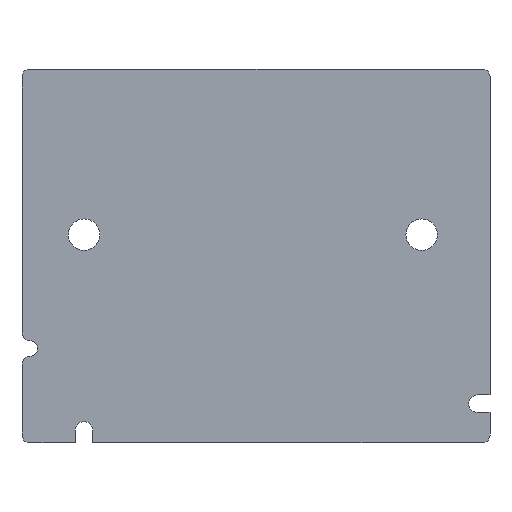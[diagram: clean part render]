
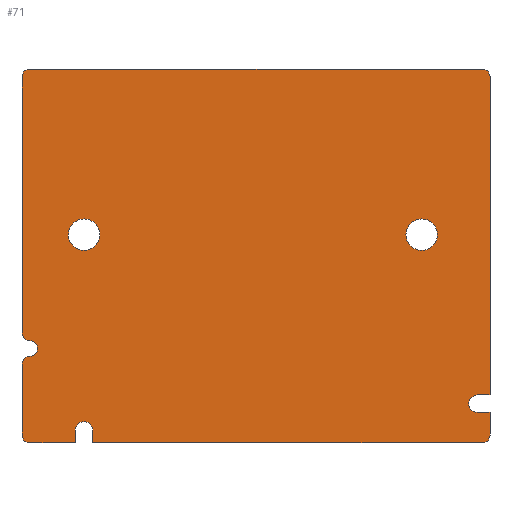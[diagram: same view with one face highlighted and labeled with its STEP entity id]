
A CAD part, left-side view. The second image highlights one B-rep face of the part: STEP entity #71.
In plain terms, the highlighted planar face has unit normal (-1, 0, 0).
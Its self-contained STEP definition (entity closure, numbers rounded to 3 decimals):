
#71=ADVANCED_FACE('',(#110,#111,#112),#97,.F.);
#97=PLANE('',#542);
#110=FACE_BOUND('',#116,.T.);
#111=FACE_BOUND('',#117,.T.);
#112=FACE_BOUND('',#118,.T.);
#116=EDGE_LOOP('',(#172,#173,#174,#175,#176,#177,#178,#179,#180,#181,#182,
#183,#184,#185,#186,#187,#188,#189,#190,#191));
#117=EDGE_LOOP('',(#192,#193));
#118=EDGE_LOOP('',(#194,#195));
#146=CIRCLE('',#529,0.5);
#147=CIRCLE('',#530,0.55);
#148=CIRCLE('',#531,0.5);
#149=CIRCLE('',#532,0.55);
#150=CIRCLE('',#533,0.5);
#151=CIRCLE('',#534,0.5);
#152=CIRCLE('',#535,0.5);
#153=CIRCLE('',#536,0.5);
#154=CIRCLE('',#537,0.5);
#155=CIRCLE('',#538,1.);
#156=CIRCLE('',#539,1.);
#157=CIRCLE('',#540,1.);
#158=CIRCLE('',#541,1.);
#172=ORIENTED_EDGE('',*,*,#364,.F.);
#173=ORIENTED_EDGE('',*,*,#365,.T.);
#174=ORIENTED_EDGE('',*,*,#366,.F.);
#175=ORIENTED_EDGE('',*,*,#367,.T.);
#176=ORIENTED_EDGE('',*,*,#368,.T.);
#177=ORIENTED_EDGE('',*,*,#369,.F.);
#178=ORIENTED_EDGE('',*,*,#370,.F.);
#179=ORIENTED_EDGE('',*,*,#371,.T.);
#180=ORIENTED_EDGE('',*,*,#372,.F.);
#181=ORIENTED_EDGE('',*,*,#373,.T.);
#182=ORIENTED_EDGE('',*,*,#374,.T.);
#183=ORIENTED_EDGE('',*,*,#375,.F.);
#184=ORIENTED_EDGE('',*,*,#376,.F.);
#185=ORIENTED_EDGE('',*,*,#377,.T.);
#186=ORIENTED_EDGE('',*,*,#378,.F.);
#187=ORIENTED_EDGE('',*,*,#379,.T.);
#188=ORIENTED_EDGE('',*,*,#380,.F.);
#189=ORIENTED_EDGE('',*,*,#381,.T.);
#190=ORIENTED_EDGE('',*,*,#382,.F.);
#191=ORIENTED_EDGE('',*,*,#383,.T.);
#192=ORIENTED_EDGE('',*,*,#384,.T.);
#193=ORIENTED_EDGE('',*,*,#385,.T.);
#194=ORIENTED_EDGE('',*,*,#386,.T.);
#195=ORIENTED_EDGE('',*,*,#387,.T.);
#316=VERTEX_POINT('',#735);
#317=VERTEX_POINT('',#736);
#318=VERTEX_POINT('',#738);
#319=VERTEX_POINT('',#740);
#320=VERTEX_POINT('',#742);
#321=VERTEX_POINT('',#744);
#322=VERTEX_POINT('',#746);
#323=VERTEX_POINT('',#748);
#324=VERTEX_POINT('',#750);
#325=VERTEX_POINT('',#752);
#326=VERTEX_POINT('',#754);
#327=VERTEX_POINT('',#756);
#328=VERTEX_POINT('',#758);
#329=VERTEX_POINT('',#760);
#330=VERTEX_POINT('',#762);
#331=VERTEX_POINT('',#764);
#332=VERTEX_POINT('',#766);
#333=VERTEX_POINT('',#768);
#334=VERTEX_POINT('',#770);
#335=VERTEX_POINT('',#772);
#336=VERTEX_POINT('',#775);
#337=VERTEX_POINT('',#776);
#338=VERTEX_POINT('',#779);
#339=VERTEX_POINT('',#780);
#364=EDGE_CURVE('',#316,#317,#436,.T.);
#365=EDGE_CURVE('',#316,#318,#146,.T.);
#366=EDGE_CURVE('',#319,#318,#437,.T.);
#367=EDGE_CURVE('',#319,#320,#438,.T.);
#368=EDGE_CURVE('',#320,#321,#147,.T.);
#369=EDGE_CURVE('',#322,#321,#439,.T.);
#370=EDGE_CURVE('',#323,#322,#440,.T.);
#371=EDGE_CURVE('',#323,#324,#148,.T.);
#372=EDGE_CURVE('',#325,#324,#441,.T.);
#373=EDGE_CURVE('',#325,#326,#442,.T.);
#374=EDGE_CURVE('',#326,#327,#149,.T.);
#375=EDGE_CURVE('',#328,#327,#443,.T.);
#376=EDGE_CURVE('',#329,#328,#444,.T.);
#377=EDGE_CURVE('',#329,#330,#150,.T.);
#378=EDGE_CURVE('',#331,#330,#445,.T.);
#379=EDGE_CURVE('',#331,#332,#151,.T.);
#380=EDGE_CURVE('',#333,#332,#446,.T.);
#381=EDGE_CURVE('',#333,#334,#152,.T.);
#382=EDGE_CURVE('',#335,#334,#153,.T.);
#383=EDGE_CURVE('',#335,#317,#154,.T.);
#384=EDGE_CURVE('',#336,#337,#155,.T.);
#385=EDGE_CURVE('',#337,#336,#156,.T.);
#386=EDGE_CURVE('',#338,#339,#157,.T.);
#387=EDGE_CURVE('',#339,#338,#158,.T.);
#436=LINE('',#734,#482);
#437=LINE('',#739,#483);
#438=LINE('',#741,#484);
#439=LINE('',#745,#485);
#440=LINE('',#747,#486);
#441=LINE('',#751,#487);
#442=LINE('',#753,#488);
#443=LINE('',#757,#489);
#444=LINE('',#759,#490);
#445=LINE('',#763,#491);
#446=LINE('',#767,#492);
#482=VECTOR('',#583,1.);
#483=VECTOR('',#586,1.);
#484=VECTOR('',#587,1.);
#485=VECTOR('',#590,1.);
#486=VECTOR('',#591,1.);
#487=VECTOR('',#594,1.);
#488=VECTOR('',#595,1.);
#489=VECTOR('',#598,1.);
#490=VECTOR('',#599,1.);
#491=VECTOR('',#602,1.);
#492=VECTOR('',#605,1.);
#529=AXIS2_PLACEMENT_3D('',#737,#584,#585);
#530=AXIS2_PLACEMENT_3D('',#743,#588,#589);
#531=AXIS2_PLACEMENT_3D('',#749,#592,#593);
#532=AXIS2_PLACEMENT_3D('',#755,#596,#597);
#533=AXIS2_PLACEMENT_3D('',#761,#600,#601);
#534=AXIS2_PLACEMENT_3D('',#765,#603,#604);
#535=AXIS2_PLACEMENT_3D('',#769,#606,#607);
#536=AXIS2_PLACEMENT_3D('',#771,#608,#609);
#537=AXIS2_PLACEMENT_3D('',#773,#610,#611);
#538=AXIS2_PLACEMENT_3D('',#774,#612,#613);
#539=AXIS2_PLACEMENT_3D('',#777,#614,#615);
#540=AXIS2_PLACEMENT_3D('',#778,#616,#617);
#541=AXIS2_PLACEMENT_3D('',#781,#618,#619);
#542=AXIS2_PLACEMENT_3D('',#782,#620,#621);
#583=DIRECTION('',(0.,0.,1.));
#584=DIRECTION('',(-1.,0.,0.));
#585=DIRECTION('',(0.,1.,0.));
#586=DIRECTION('',(0.,1.,0.));
#587=DIRECTION('',(0.,0.,1.));
#588=DIRECTION('',(1.,0.,0.));
#589=DIRECTION('',(0.,1.,0.));
#590=DIRECTION('',(0.,0.,1.));
#591=DIRECTION('',(0.,1.,0.));
#592=DIRECTION('',(-1.,0.,0.));
#593=DIRECTION('',(0.,0.,-1.));
#594=DIRECTION('',(0.,0.,-1.));
#595=DIRECTION('',(0.,1.,0.));
#596=DIRECTION('',(1.,0.,0.));
#597=DIRECTION('',(0.,0.,-1.));
#598=DIRECTION('',(0.,1.,0.));
#599=DIRECTION('',(0.,0.,-1.));
#600=DIRECTION('',(-1.,0.,0.));
#601=DIRECTION('',(0.,-1.,0.));
#602=DIRECTION('',(0.,-1.,0.));
#603=DIRECTION('',(-1.,0.,0.));
#604=DIRECTION('',(0.,0.,1.));
#605=DIRECTION('',(0.,0.,1.));
#606=DIRECTION('',(-1.,0.,0.));
#607=DIRECTION('',(0.,1.,0.));
#608=DIRECTION('',(-1.,0.,0.));
#609=DIRECTION('',(0.,0.,-1.));
#610=DIRECTION('',(-1.,0.,0.));
#611=DIRECTION('',(0.,0.,1.));
#612=DIRECTION('',(1.,0.,0.));
#613=DIRECTION('',(0.,0.,-1.));
#614=DIRECTION('',(1.,0.,0.));
#615=DIRECTION('',(0.,0.,1.));
#616=DIRECTION('',(1.,0.,0.));
#617=DIRECTION('',(0.,0.,-1.));
#618=DIRECTION('',(1.,0.,0.));
#619=DIRECTION('',(0.,0.,1.));
#620=DIRECTION('',(1.,0.,0.));
#621=DIRECTION('',(0.,0.,-1.));
#734=CARTESIAN_POINT('',(0.,14.9,-11.4));
#735=CARTESIAN_POINT('',(0.,14.9,-11.4));
#736=CARTESIAN_POINT('',(0.,14.9,-6.89));
#737=CARTESIAN_POINT('',(0.,14.4,-11.4));
#738=CARTESIAN_POINT('',(0.,14.4,-11.9));
#739=CARTESIAN_POINT('',(0.,11.5,-11.9));
#740=CARTESIAN_POINT('',(0.,11.5,-11.9));
#741=CARTESIAN_POINT('',(0.,11.5,-11.9));
#742=CARTESIAN_POINT('',(0.,11.5,-11.1));
#743=CARTESIAN_POINT('',(0.,10.95,-11.1));
#744=CARTESIAN_POINT('',(0.,10.4,-11.1));
#745=CARTESIAN_POINT('',(0.,10.4,-11.9));
#746=CARTESIAN_POINT('',(0.,10.4,-11.9));
#747=CARTESIAN_POINT('',(0.,-14.4,-11.9));
#748=CARTESIAN_POINT('',(0.,-14.4,-11.9));
#749=CARTESIAN_POINT('',(0.,-14.4,-11.4));
#750=CARTESIAN_POINT('',(0.,-14.9,-11.4));
#751=CARTESIAN_POINT('',(0.,-14.9,-9.95));
#752=CARTESIAN_POINT('',(0.,-14.9,-9.95));
#753=CARTESIAN_POINT('',(0.,-14.9,-9.95));
#754=CARTESIAN_POINT('',(0.,-14.1,-9.95));
#755=CARTESIAN_POINT('',(0.,-14.1,-9.4));
#756=CARTESIAN_POINT('',(0.,-14.1,-8.85));
#757=CARTESIAN_POINT('',(0.,-14.9,-8.85));
#758=CARTESIAN_POINT('',(0.,-14.9,-8.85));
#759=CARTESIAN_POINT('',(0.,-14.9,11.4));
#760=CARTESIAN_POINT('',(0.,-14.9,11.4));
#761=CARTESIAN_POINT('',(0.,-14.4,11.4));
#762=CARTESIAN_POINT('',(0.,-14.4,11.9));
#763=CARTESIAN_POINT('',(0.,14.4,11.9));
#764=CARTESIAN_POINT('',(0.,14.4,11.9));
#765=CARTESIAN_POINT('',(0.,14.4,11.4));
#766=CARTESIAN_POINT('',(0.,14.9,11.4));
#767=CARTESIAN_POINT('',(0.,14.9,-4.89));
#768=CARTESIAN_POINT('',(0.,14.9,-4.89));
#769=CARTESIAN_POINT('',(0.,14.4,-4.89));
#770=CARTESIAN_POINT('',(0.,14.4,-5.39));
#771=CARTESIAN_POINT('',(0.,14.4,-5.89));
#772=CARTESIAN_POINT('',(0.,14.4,-6.39));
#773=CARTESIAN_POINT('',(0.,14.4,-6.89));
#774=CARTESIAN_POINT('',(0.,-10.55,1.36));
#775=CARTESIAN_POINT('',(0.,-10.55,0.36));
#776=CARTESIAN_POINT('',(0.,-10.55,2.36));
#777=CARTESIAN_POINT('',(0.,-10.55,1.36));
#778=CARTESIAN_POINT('',(0.,10.95,1.36));
#779=CARTESIAN_POINT('',(0.,10.95,0.36));
#780=CARTESIAN_POINT('',(0.,10.95,2.36));
#781=CARTESIAN_POINT('',(0.,10.95,1.36));
#782=CARTESIAN_POINT('',(0.,0.,0.));
